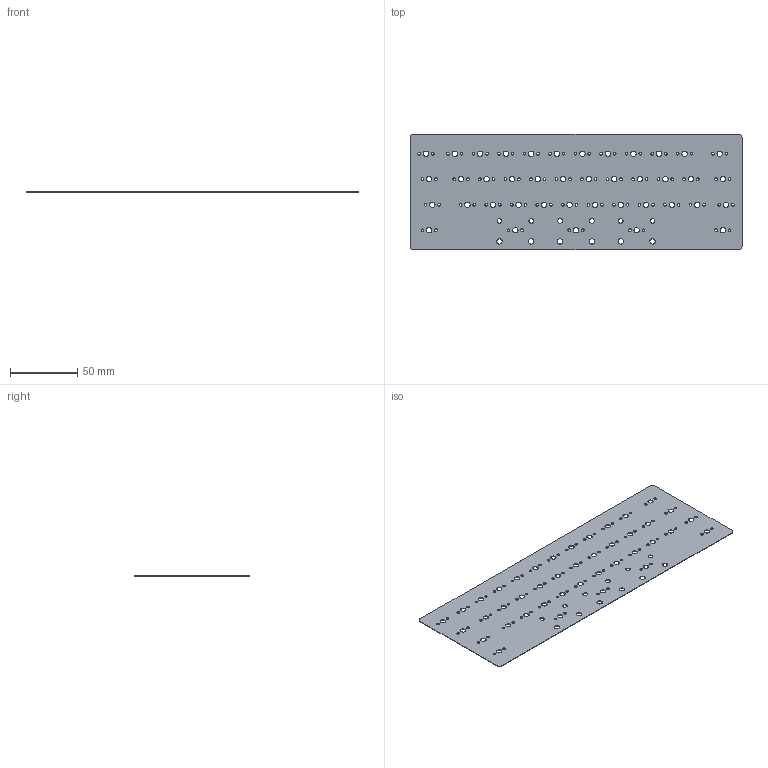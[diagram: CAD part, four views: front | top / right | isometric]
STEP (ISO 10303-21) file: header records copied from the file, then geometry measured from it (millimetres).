
FILE_DESCRIPTION(('KiCad electronic assembly'),'2;1');
FILE_NAME('Slab40_SwitchFoam.step','2024-09-04T23:39:00',('Pcbnew'),( 'Kicad'),'Open CASCADE STEP processor 7.7','KiCad to STEP converter' ,'Unknown');
FILE_SCHEMA(('AUTOMOTIVE_DESIGN { 1 0 10303 214 1 1 1 1 }'));
Length unit declared in the file: millimetre
Products named in the file (2): Slab40_SwitchFoam 1; Slab40_SwitchFoam PCB
Assembly tree (1 placements, depth 2):
  Slab40_SwitchFoam 1
    Slab40_SwitchFoam PCB
Bounding box: 247.65 x 85.8 x 0.4 mm (x, y, z)
Volume: 8135.6 mm3; surface area: 41412 mm2
Topology: 1 solids, 1 shells, 185 faces, 549 edges, 366 vertices
Faces by surface type: cylinder 135, plane 50
Full cylindrical faces by diameter (mm): 2 x82, 3.5 x6, 4 x47
Entity records: 14869 total; most frequent: CARTESIAN_POINT 3820, DIRECTION 2021, LINE 1107, VECTOR 1107, ORIENTED_EDGE 1098, PCURVE 1098, DEFINITIONAL_REPRESENTATION 1098, EDGE_CURVE 549
